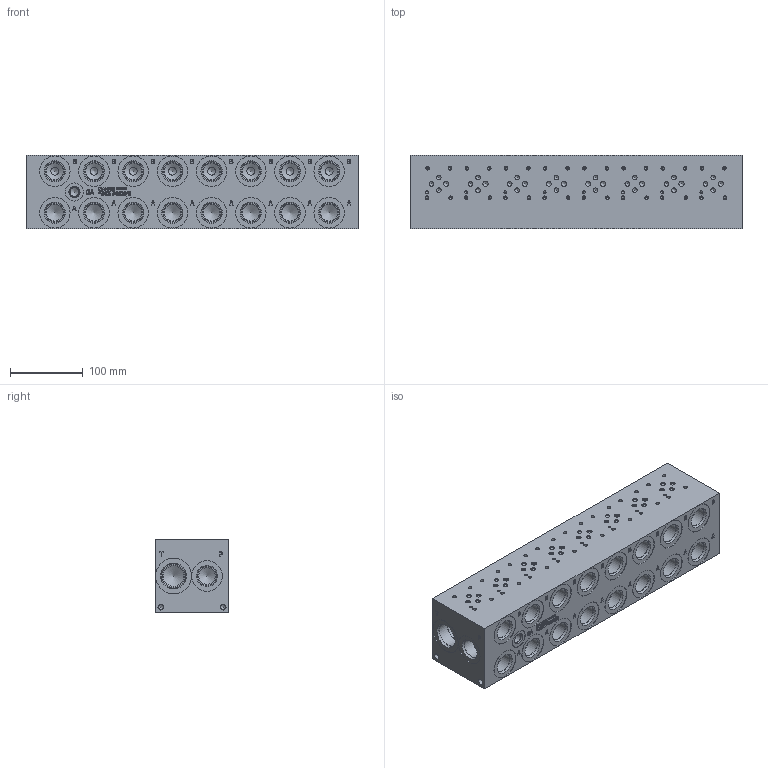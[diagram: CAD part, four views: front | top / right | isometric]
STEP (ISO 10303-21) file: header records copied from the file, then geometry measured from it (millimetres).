
FILE_DESCRIPTION(/* description */ (''),/* implementation_level */ '2;1');
FILE_NAME(/* name */ '_D03HP082S_S.stp',/* time_stamp */ '2021-06-25T13:43:34-04:00',/* author */ ('anthonyv'),/* organization */ (''),/* preprocessor_version */ 'ST-DEVELOPER v18.1',/* originating_system */ 'Autodesk Inventor 2021',/* authorisation */ '');
FILE_SCHEMA (('AUTOMOTIVE_DESIGN { 1 0 10303 214 3 1 1 }'));
Length unit declared in the file: millimetre
Products named in the file (1): Part_AD03HP082S_S_3D
Bounding box: 457.2 x 101.6 x 101.6 mm (x, y, z)
Volume: 4297490.9 mm3; surface area: 276393.8 mm2
Topology: 1 solids, 1 shells, 1255 faces, 3431 edges, 2338 vertices
Faces by surface type: plane 579, bspline 271, cylinder 232, cone 173
Full cylindrical faces by diameter (mm): 3.785 x32, 3.962 x8, 4.826 x32, 6.35 x24, 6.528 x4, 7.137 x8, 7.925 x4, 10.719 x8, 12.294 x1, 12.9 x1, 14.275 x1, 14.529 x1, 17.475 x1, 22.225 x1, 23.012 x18, 23.698 x1, 24.917 x18, 25.019 x1, 25.4 x1, 26.187 x1, 26.99 x2, 27 x16, 27.381 x1, 27.432 x18, 28.575 x2, 31.267 x2, 33.34 x1, 33.35 x1, 33.757 x2, 35.509 x1
Entity records: 41832 total; most frequent: CARTESIAN_POINT 10450, ORIENTED_EDGE 6666, DIRECTION 5625, EDGE_CURVE 3333, VERTEX_POINT 2338, LINE 1927, VECTOR 1927, AXIS2_PLACEMENT_3D 1849
